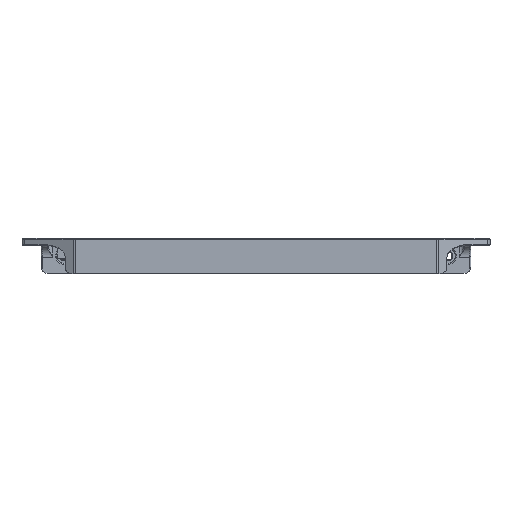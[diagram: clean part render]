
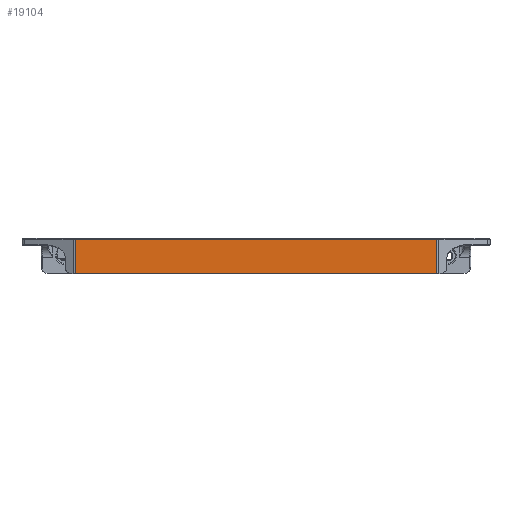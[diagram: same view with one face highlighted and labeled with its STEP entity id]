
A CAD part, front view. The second image highlights one B-rep face of the part: STEP entity #19104.
In plain terms, the highlighted planar face has unit normal (0, -1, 0).
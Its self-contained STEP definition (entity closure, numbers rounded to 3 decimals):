
#3541=FACE_OUTER_BOUND('',#4671,.T.);
#4671=EDGE_LOOP('',(#17466,#17467,#17468,#17469));
#5887=LINE('',#38562,#7666);
#6160=LINE('',#49234,#7939);
#6344=LINE('',#49720,#8123);
#6456=LINE('',#49960,#8235);
#7666=VECTOR('',#23893,1000.);
#7939=VECTOR('',#24836,1000.);
#8123=VECTOR('',#25402,1000.);
#8235=VECTOR('',#25762,1000.);
#9449=VERTEX_POINT('',#38559);
#9450=VERTEX_POINT('',#38561);
#9641=VERTEX_POINT('',#49232);
#9752=VERTEX_POINT('',#49719);
#11533=EDGE_CURVE('',#9450,#9449,#5887,.T.);
#11978=EDGE_CURVE('',#9449,#9641,#6160,.T.);
#12224=EDGE_CURVE('',#9641,#9752,#6344,.T.);
#12339=EDGE_CURVE('',#9752,#9450,#6456,.T.);
#17466=ORIENTED_EDGE('',*,*,#12339,.T.);
#17467=ORIENTED_EDGE('',*,*,#11533,.T.);
#17468=ORIENTED_EDGE('',*,*,#11978,.T.);
#17469=ORIENTED_EDGE('',*,*,#12224,.T.);
#18038=PLANE('',#20747);
#19104=ADVANCED_FACE('',(#3541),#18038,.F.);
#20747=AXIS2_PLACEMENT_3D('',#49959,#25760,#25761);
#23893=DIRECTION('',(0.,0.,1.));
#24836=DIRECTION('',(-1.,0.,0.));
#25402=DIRECTION('',(0.,0.,-1.));
#25760=DIRECTION('center_axis',(0.,1.,0.));
#25761=DIRECTION('ref_axis',(1.,0.,0.));
#25762=DIRECTION('',(1.,0.,0.));
#38559=CARTESIAN_POINT('',(192.166,-37.,14.6));
#38561=CARTESIAN_POINT('',(192.166,-37.,0.));
#38562=CARTESIAN_POINT('',(192.166,-37.,15.));
#49232=CARTESIAN_POINT('',(37.871,-37.,14.6));
#49234=CARTESIAN_POINT('',(37.871,-37.,14.6));
#49719=CARTESIAN_POINT('',(37.871,-37.,0.));
#49720=CARTESIAN_POINT('',(37.871,-37.,15.));
#49959=CARTESIAN_POINT('Origin',(37.335,-37.,15.));
#49960=CARTESIAN_POINT('',(37.335,-37.,0.));
